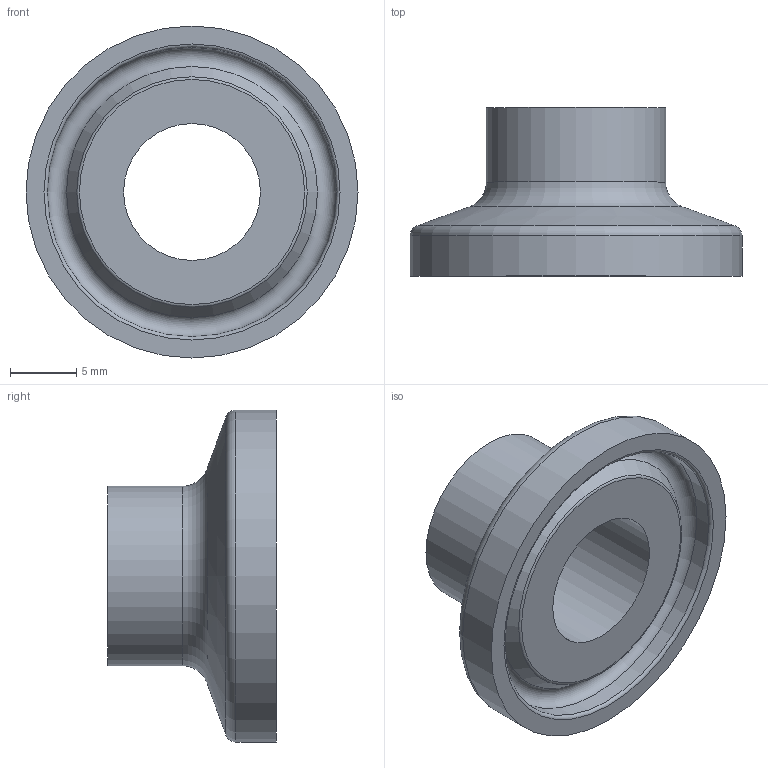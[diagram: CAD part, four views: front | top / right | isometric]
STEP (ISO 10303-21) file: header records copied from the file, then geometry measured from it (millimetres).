
FILE_DESCRIPTION(('Ferrule_13,5x1,6_L12,7_FL25_V14'),'2;1');
FILE_NAME('Ferrule_13,5x1,6_L12,7_FL25_V14.stp','2013-11-03T12:49:23',('DOCKWEILER AG'),('DOCKWEILER AG'),'Autodesk Inventor 2012','Autodesk Inventor 2012','');
FILE_SCHEMA(('CONFIG_CONTROL_DESIGN'));
Length unit declared in the file: millimetre
Products named in the file (1): N0003_003_001
Bounding box: 25 x 12.7 x 25 mm (x, y, z)
Volume: 1963.1 mm3; surface area: 1942.7 mm2
Topology: 1 solids, 1 shells, 14 faces, 25 edges, 14 vertices
Faces by surface type: torus 5, cylinder 4, plane 3, cone 2
Full cylindrical faces by diameter (mm): 10.3 x1, 13.5 x1, 21.8 x1, 25 x1
Entity records: 314 total; most frequent: DIRECTION 58, CARTESIAN_POINT 43, AXIS2_PLACEMENT_3D 29, ORIENTED_EDGE 28, EDGE_LOOP 28, VERTEX_POINT 14, CIRCLE 14, EDGE_CURVE 14
